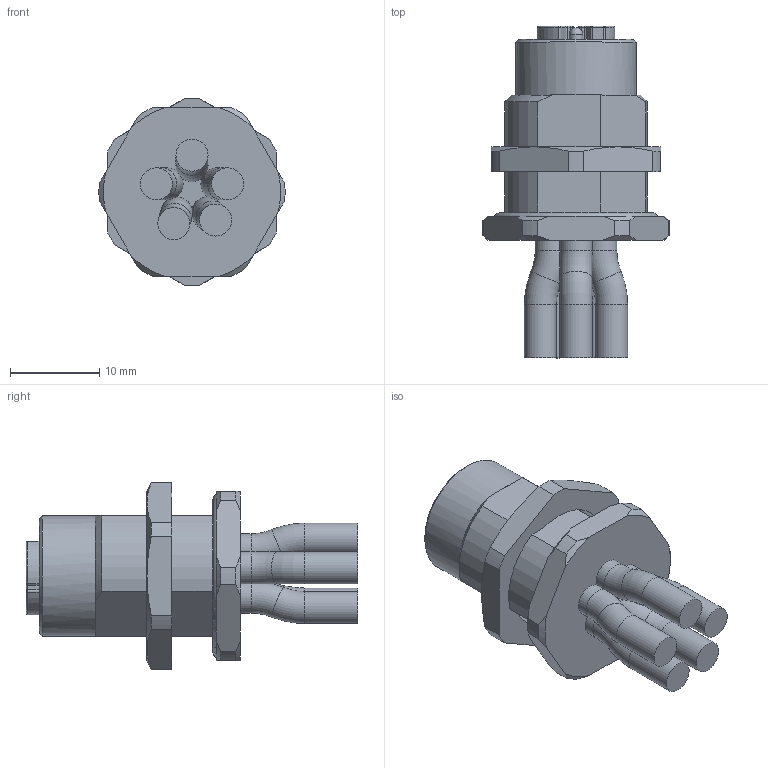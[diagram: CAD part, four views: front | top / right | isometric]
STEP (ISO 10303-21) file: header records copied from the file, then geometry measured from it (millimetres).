
FILE_DESCRIPTION(/* description */ (''),/* implementation_level */ '2;1');
FILE_NAME(/* name */ 'PL-FHM12KU5-m_M16_S5025.stp',/* time_stamp */ '2019-04-30T09:43:35+02:00',/* author */ (''),/* organization */ (''),/* preprocessor_version */ 'ST-DEVELOPER v16',/* originating_system */ 'SIEMENS PLM Software NX 10.0',/* authorisation */ '');
FILE_SCHEMA (('AUTOMOTIVE_DESIGN { 1 0 10303 214 3 1 1 1 }'));
Length unit declared in the file: millimetre
Products named in the file (1): 5030479__Flanschgehaeuse_part_327377
Bounding box: 20.89 x 37.25 x 20.99 mm (x, y, z)
Volume: 4886.6 mm3; surface area: 3455.7 mm2
Topology: 1 solids, 1 shells, 265 faces, 703 edges, 437 vertices
Faces by surface type: plane 107, cylinder 76, extrusion 25, cone 23, torus 22, sphere 12
Full cylindrical faces by diameter (mm): 1.5 x1, 1.6 x4, 3.6 x5, 11 x1, 12.3 x1, 13.5 x1
Entity records: 8407 total; most frequent: CARTESIAN_POINT 2269, ORIENTED_EDGE 1290, DIRECTION 1190, EDGE_CURVE 645, AXIS2_PLACEMENT_3D 453, VERTEX_POINT 422, EDGE_LOOP 313, VECTOR 284
